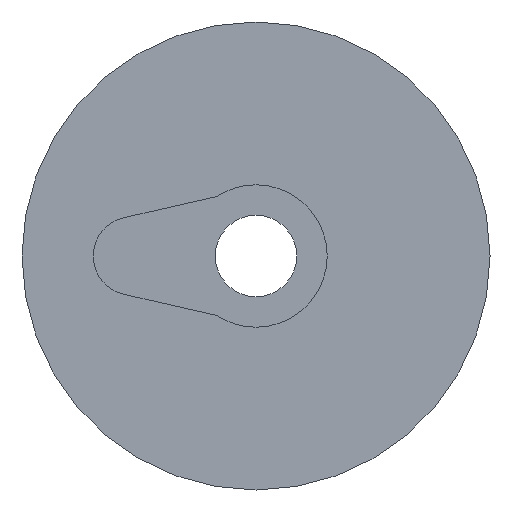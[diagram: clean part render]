
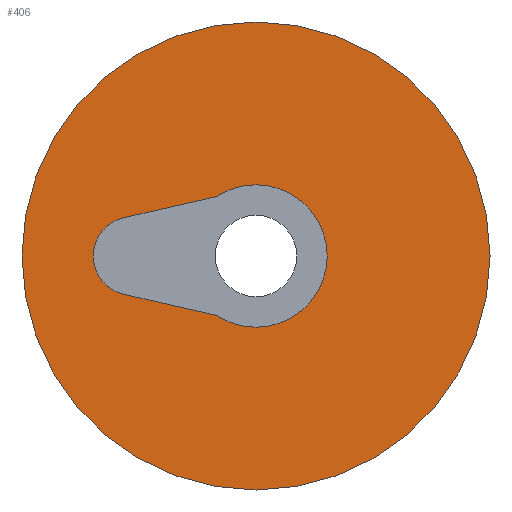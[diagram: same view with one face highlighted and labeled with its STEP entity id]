
A CAD part, front view. The second image highlights one B-rep face of the part: STEP entity #406.
In plain terms, the highlighted planar face has unit normal (0, -1, 0).
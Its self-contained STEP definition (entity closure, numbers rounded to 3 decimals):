
#1 = CARTESIAN_POINT ( 'NONE',  ( 0., 0., 11.5 ) ) ;
#12 = DIRECTION ( 'NONE',  ( 0., 0., 1. ) ) ;
#13 = FACE_BOUND ( 'NONE', #443, .T. ) ;
#14 = CARTESIAN_POINT ( 'NONE',  ( -0.726, 0., -3.194 ) ) ;
#17 = EDGE_CURVE ( 'NONE', #218, #386, #198, .T. ) ;
#29 = VERTEX_POINT ( 'NONE', #1 ) ;
#38 = CARTESIAN_POINT ( 'NONE',  ( -6.07, 0., 0. ) ) ;
#39 = CARTESIAN_POINT ( 'NONE',  ( -6.497, 0., -1.882 ) ) ;
#43 = CARTESIAN_POINT ( 'NONE',  ( 0., 0., 0. ) ) ;
#51 = CIRCLE ( 'NONE', #527, 11.5 ) ;
#68 = ORIENTED_EDGE ( 'NONE', *, *, #143, .F. ) ;
#74 = EDGE_CURVE ( 'NONE', #218, #373, #227, .T. ) ;
#75 = VERTEX_POINT ( 'NONE', #243 ) ;
#91 = LINE ( 'NONE', #193, #127 ) ;
#94 = DIRECTION ( 'NONE',  ( 0., 1., 0. ) ) ;
#104 = ORIENTED_EDGE ( 'NONE', *, *, #74, .F. ) ;
#108 = CARTESIAN_POINT ( 'NONE',  ( 0., 0., 0. ) ) ;
#118 = VERTEX_POINT ( 'NONE', #500 ) ;
#121 = DIRECTION ( 'NONE',  ( 0., 1., 0. ) ) ;
#127 = VECTOR ( 'NONE', #201, 1000. ) ;
#142 = DIRECTION ( 'NONE',  ( 0., 0., 1. ) ) ;
#143 = EDGE_CURVE ( 'NONE', #118, #29, #51, .T. ) ;
#146 = AXIS2_PLACEMENT_3D ( 'NONE', #405, #94, #571 ) ;
#156 = DIRECTION ( 'NONE',  ( 0.975, 0., -0.222 ) ) ;
#162 = CARTESIAN_POINT ( 'NONE',  ( 0., 0., 0. ) ) ;
#191 = DIRECTION ( 'NONE',  ( 0., 1., 0. ) ) ;
#193 = CARTESIAN_POINT ( 'NONE',  ( -0.726, 0., 3.194 ) ) ;
#194 = ORIENTED_EDGE ( 'NONE', *, *, #229, .T. ) ;
#198 = CIRCLE ( 'NONE', #487, 1.93 ) ;
#201 = DIRECTION ( 'NONE',  ( 0.975, 0., 0.222 ) ) ;
#203 = AXIS2_PLACEMENT_3D ( 'NONE', #162, #121, #296 ) ;
#218 = VERTEX_POINT ( 'NONE', #39 ) ;
#227 = LINE ( 'NONE', #14, #252 ) ;
#228 = DIRECTION ( 'NONE',  ( 0., 0., 1. ) ) ;
#229 = EDGE_CURVE ( 'NONE', #564, #75, #287, .T. ) ;
#236 = FACE_OUTER_BOUND ( 'NONE', #544, .T. ) ;
#241 = EDGE_CURVE ( 'NONE', #569, #564, #524, .T. ) ;
#243 = CARTESIAN_POINT ( 'NONE',  ( 0., 0., -3.5 ) ) ;
#250 = CARTESIAN_POINT ( 'NONE',  ( 0., 0., 0. ) ) ;
#252 = VECTOR ( 'NONE', #156, 1000. ) ;
#261 = DIRECTION ( 'NONE',  ( 0., 0., 1. ) ) ;
#278 = AXIS2_PLACEMENT_3D ( 'NONE', #250, #568, #346 ) ;
#287 = CIRCLE ( 'NONE', #426, 3.5 ) ;
#288 = AXIS2_PLACEMENT_3D ( 'NONE', #367, #376, #142 ) ;
#296 = DIRECTION ( 'NONE',  ( 0., 0., 1. ) ) ;
#301 = CARTESIAN_POINT ( 'NONE',  ( -1.928, 0., 2.921 ) ) ;
#305 = CARTESIAN_POINT ( 'NONE',  ( 0., 0., 3.5 ) ) ;
#307 = CIRCLE ( 'NONE', #278, 3.5 ) ;
#312 = DIRECTION ( 'NONE',  ( 0., 1., 0. ) ) ;
#346 = DIRECTION ( 'NONE',  ( 0., 0., 1. ) ) ;
#347 = ORIENTED_EDGE ( 'NONE', *, *, #502, .F. ) ;
#349 = ORIENTED_EDGE ( 'NONE', *, *, #567, .T. ) ;
#350 = EDGE_CURVE ( 'NONE', #386, #569, #91, .T. ) ;
#357 = ORIENTED_EDGE ( 'NONE', *, *, #241, .T. ) ;
#362 = CIRCLE ( 'NONE', #203, 11.5 ) ;
#364 = ORIENTED_EDGE ( 'NONE', *, *, #17, .T. ) ;
#367 = CARTESIAN_POINT ( 'NONE',  ( 0., 0., 0. ) ) ;
#373 = VERTEX_POINT ( 'NONE', #553 ) ;
#376 = DIRECTION ( 'NONE',  ( 0., 1., 0. ) ) ;
#386 = VERTEX_POINT ( 'NONE', #499 ) ;
#405 = CARTESIAN_POINT ( 'NONE',  ( 0., 0., 0. ) ) ;
#406 = ADVANCED_FACE ( 'NONE', ( #13, #236 ), #420, .F. ) ;
#420 = PLANE ( 'NONE',  #288 ) ;
#426 = AXIS2_PLACEMENT_3D ( 'NONE', #43, #450, #228 ) ;
#440 = ORIENTED_EDGE ( 'NONE', *, *, #350, .T. ) ;
#443 = EDGE_LOOP ( 'NONE', ( #364, #440, #357, #194, #349, #104 ) ) ;
#450 = DIRECTION ( 'NONE',  ( 0., 1., 0. ) ) ;
#487 = AXIS2_PLACEMENT_3D ( 'NONE', #38, #312, #261 ) ;
#499 = CARTESIAN_POINT ( 'NONE',  ( -6.497, 0., 1.882 ) ) ;
#500 = CARTESIAN_POINT ( 'NONE',  ( 0., 0., -11.5 ) ) ;
#502 = EDGE_CURVE ( 'NONE', #29, #118, #362, .T. ) ;
#524 = CIRCLE ( 'NONE', #146, 3.5 ) ;
#527 = AXIS2_PLACEMENT_3D ( 'NONE', #108, #191, #12 ) ;
#544 = EDGE_LOOP ( 'NONE', ( #68, #347 ) ) ;
#553 = CARTESIAN_POINT ( 'NONE',  ( -1.928, 0., -2.921 ) ) ;
#564 = VERTEX_POINT ( 'NONE', #305 ) ;
#567 = EDGE_CURVE ( 'NONE', #75, #373, #307, .T. ) ;
#568 = DIRECTION ( 'NONE',  ( 0., 1., 0. ) ) ;
#569 = VERTEX_POINT ( 'NONE', #301 ) ;
#571 = DIRECTION ( 'NONE',  ( 0., 0., 1. ) ) ;
